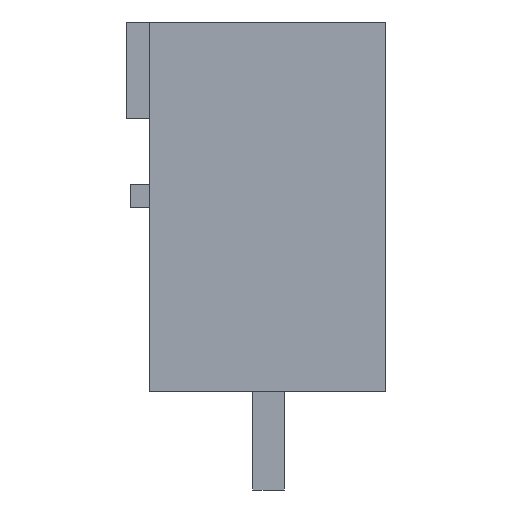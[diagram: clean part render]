
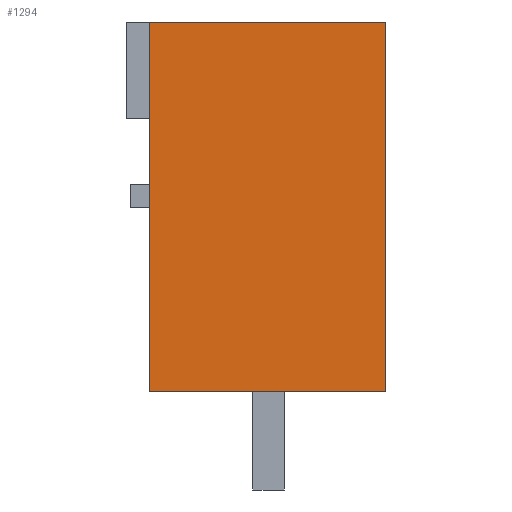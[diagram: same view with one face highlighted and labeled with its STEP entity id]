
A CAD part, left-side view. The second image highlights one B-rep face of the part: STEP entity #1294.
In plain terms, the highlighted planar face has unit normal (-1, 0, 0).
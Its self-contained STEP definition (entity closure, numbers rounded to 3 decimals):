
#1274=AXIS2_PLACEMENT_3D('Plane Axis2P3D',#1271,#1272,#1273) ;
#375=CARTESIAN_POINT('Vertex',(0.,7.68,3.2)) ;
#378=CARTESIAN_POINT('Line Origine',(0.,7.68,9.2)) ;
#382=CARTESIAN_POINT('Vertex',(0.,7.68,15.2)) ;
#1256=CARTESIAN_POINT('Vertex',(0.,0.,3.2)) ;
#1259=CARTESIAN_POINT('Line Origine',(0.,3.84,3.2)) ;
#1271=CARTESIAN_POINT('Axis2P3D Location',(0.,8.43,1.7)) ;
#1276=CARTESIAN_POINT('Line Origine',(0.,3.84,15.2)) ;
#1280=CARTESIAN_POINT('Vertex',(0.,0.,15.2)) ;
#1283=CARTESIAN_POINT('Line Origine',(0.,0.,9.2)) ;
#379=DIRECTION('Vector Direction',(0.,0.,-1.)) ;
#1260=DIRECTION('Vector Direction',(0.,-1.,0.)) ;
#1272=DIRECTION('Axis2P3D Direction',(-1.,0.,0.)) ;
#1273=DIRECTION('Axis2P3D XDirection',(0.,1.,0.)) ;
#1277=DIRECTION('Vector Direction',(0.,1.,0.)) ;
#1284=DIRECTION('Vector Direction',(0.,0.,1.)) ;
#380=VECTOR('Line Direction',#379,1.) ;
#1261=VECTOR('Line Direction',#1260,1.) ;
#1278=VECTOR('Line Direction',#1277,1.) ;
#1285=VECTOR('Line Direction',#1284,1.) ;
#1289=ORIENTED_EDGE('',*,*,#1282,.T.) ;
#1290=ORIENTED_EDGE('',*,*,#384,.T.) ;
#1291=ORIENTED_EDGE('',*,*,#1263,.T.) ;
#1292=ORIENTED_EDGE('',*,*,#1287,.T.) ;
#1294=ADVANCED_FACE('HOUSING',(#1293),#1275,.T.) ;
#384=EDGE_CURVE('',#383,#376,#381,.T.) ;
#1263=EDGE_CURVE('',#376,#1257,#1262,.T.) ;
#1282=EDGE_CURVE('',#1281,#383,#1279,.T.) ;
#1287=EDGE_CURVE('',#1257,#1281,#1286,.T.) ;
#1288=EDGE_LOOP('',(#1289,#1290,#1291,#1292)) ;
#1293=FACE_OUTER_BOUND('',#1288,.T.) ;
#381=LINE('Line',#378,#380) ;
#1262=LINE('Line',#1259,#1261) ;
#1279=LINE('Line',#1276,#1278) ;
#1286=LINE('Line',#1283,#1285) ;
#1275=PLANE('',#1274) ;
#376=VERTEX_POINT('',#375) ;
#383=VERTEX_POINT('',#382) ;
#1257=VERTEX_POINT('',#1256) ;
#1281=VERTEX_POINT('',#1280) ;
